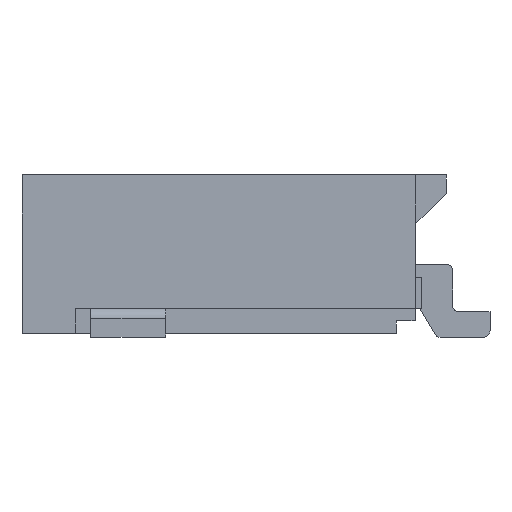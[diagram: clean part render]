
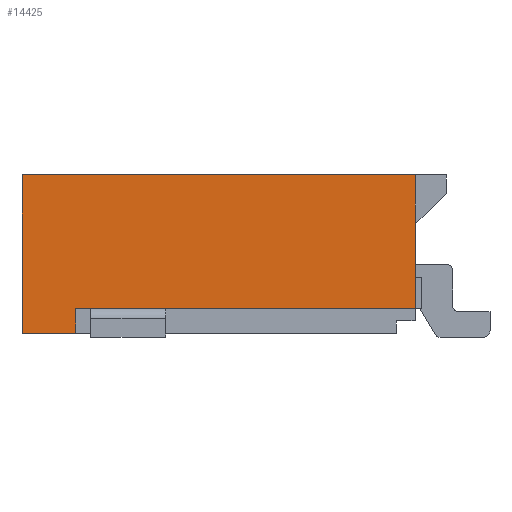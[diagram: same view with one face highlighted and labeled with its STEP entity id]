
A CAD part, front view. The second image highlights one B-rep face of the part: STEP entity #14425.
In plain terms, the highlighted planar face has unit normal (0, -1, 0).
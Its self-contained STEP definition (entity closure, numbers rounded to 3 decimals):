
#967=FACE_OUTER_BOUND('',#1695,.T.);
#1695=EDGE_LOOP('',(#11676,#11677,#11678,#11679,#11680,#11681));
#2833=LINE('',#21528,#4654);
#3243=LINE('',#22418,#5064);
#3244=LINE('',#22419,#5065);
#3245=LINE('',#22421,#5066);
#3246=LINE('',#22423,#5067);
#3247=LINE('',#22424,#5068);
#4654=VECTOR('',#17474,3.15);
#5064=VECTOR('',#18212,2.72);
#5065=VECTOR('',#18213,1.07);
#5066=VECTOR('',#18214,1.27);
#5067=VECTOR('',#18215,0.43);
#5068=VECTOR('',#18216,0.2);
#6302=VERTEX_POINT('',#21525);
#6303=VERTEX_POINT('',#21527);
#6618=VERTEX_POINT('',#22416);
#6619=VERTEX_POINT('',#22417);
#6620=VERTEX_POINT('',#22420);
#6621=VERTEX_POINT('',#22422);
#8006=EDGE_CURVE('',#6303,#6302,#2833,.T.);
#8464=EDGE_CURVE('',#6618,#6619,#3243,.T.);
#8465=EDGE_CURVE('',#6303,#6618,#3244,.T.);
#8466=EDGE_CURVE('',#6302,#6620,#3245,.T.);
#8467=EDGE_CURVE('',#6620,#6621,#3246,.T.);
#8468=EDGE_CURVE('',#6619,#6621,#3247,.T.);
#11676=ORIENTED_EDGE('',*,*,#8464,.F.);
#11677=ORIENTED_EDGE('',*,*,#8465,.F.);
#11678=ORIENTED_EDGE('',*,*,#8006,.T.);
#11679=ORIENTED_EDGE('',*,*,#8466,.T.);
#11680=ORIENTED_EDGE('',*,*,#8467,.T.);
#11681=ORIENTED_EDGE('',*,*,#8468,.F.);
#13776=PLANE('',#15338);
#14425=ADVANCED_FACE('',(#967),#13776,.T.);
#15338=AXIS2_PLACEMENT_3D('',#22415,#18210,#18211);
#17474=DIRECTION('',(-1.,0.,0.));
#18210=DIRECTION('center_axis',(0.,-1.,0.));
#18211=DIRECTION('ref_axis',(1.,0.,0.));
#18212=DIRECTION('',(-1.,0.,0.));
#18213=DIRECTION('',(0.,0.,-1.));
#18214=DIRECTION('',(0.,0.,-1.));
#18215=DIRECTION('',(1.,0.,0.));
#18216=DIRECTION('',(0.,0.,-1.));
#21525=CARTESIAN_POINT('',(-1.682,-5.259,1.301));
#21527=CARTESIAN_POINT('',(1.468,-5.259,1.301));
#21528=CARTESIAN_POINT('',(1.468,-5.259,1.301));
#22415=CARTESIAN_POINT('Origin',(-0.107,-5.259,0.666));
#22416=CARTESIAN_POINT('',(1.468,-5.259,0.231));
#22417=CARTESIAN_POINT('',(-1.252,-5.259,0.231));
#22418=CARTESIAN_POINT('',(1.468,-5.259,0.231));
#22419=CARTESIAN_POINT('',(1.468,-5.259,1.301));
#22420=CARTESIAN_POINT('',(-1.682,-5.259,0.031));
#22421=CARTESIAN_POINT('',(-1.682,-5.259,1.301));
#22422=CARTESIAN_POINT('',(-1.252,-5.259,0.031));
#22423=CARTESIAN_POINT('',(-1.682,-5.259,0.031));
#22424=CARTESIAN_POINT('',(-1.252,-5.259,0.231));
